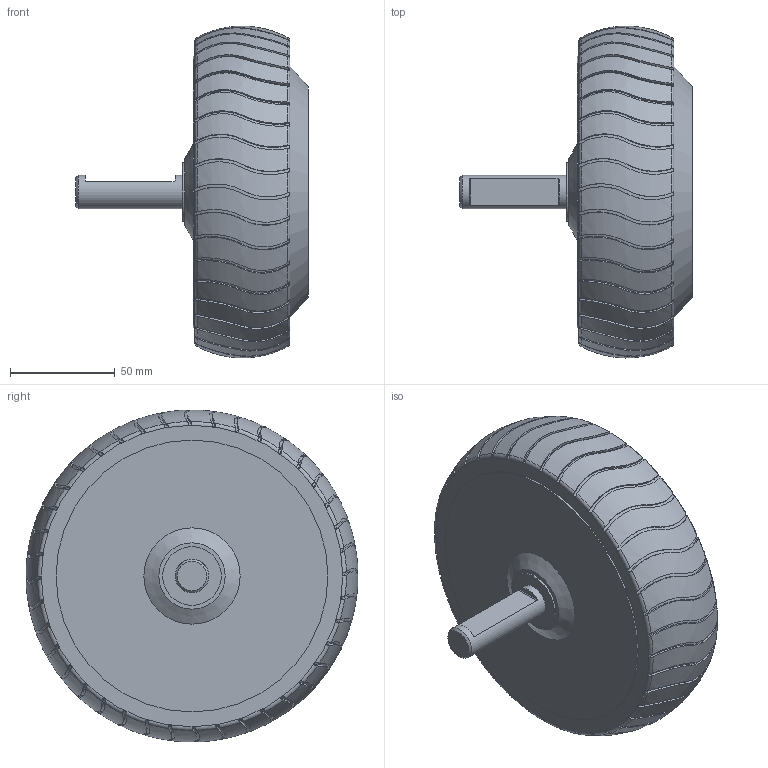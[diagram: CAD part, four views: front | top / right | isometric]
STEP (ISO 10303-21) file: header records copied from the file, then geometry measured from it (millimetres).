
FILE_DESCRIPTION(/* description */ (''),/* implementation_level */ '2;1');
FILE_NAME(/* name */ 'Motor, BLDC, Hoverboard Wheel, 6.5in.stp',/* time_stamp */ '2018-02-19T14:31:40-08:00',/* author */ ('jkfra'),/* organization */ (''),/* preprocessor_version */ 'ST-DEVELOPER v16.13',/* originating_system */ 'Autodesk Inventor 2018',/* authorisation */ '');
FILE_SCHEMA (('AUTOMOTIVE_DESIGN { 1 0 10303 214 3 1 1 }'));
Length unit declared in the file: millimetre
Products named in the file (1): Motor, BLDC, Hoverboard Wheel, 6.5in
Bounding box: 111 x 158.74 x 158.74 mm (x, y, z)
Volume: 958020.8 mm3; surface area: 65283.8 mm2
Topology: 1 solids, 1 shells, 299 faces, 869 edges, 579 vertices
Faces by surface type: cylinder 190, bspline 80, plane 24, cone 3, torus 2
Full cylindrical faces by diameter (mm): 16 x1, 28 x1, 130 x2
Entity records: 13847 total; most frequent: CARTESIAN_POINT 6726, ORIENTED_EDGE 1710, DIRECTION 1036, EDGE_CURVE 855, VERTEX_POINT 575, B_SPLINE_CURVE_WITH_KNOTS 484, AXIS2_PLACEMENT_3D 445, EDGE_LOOP 316
